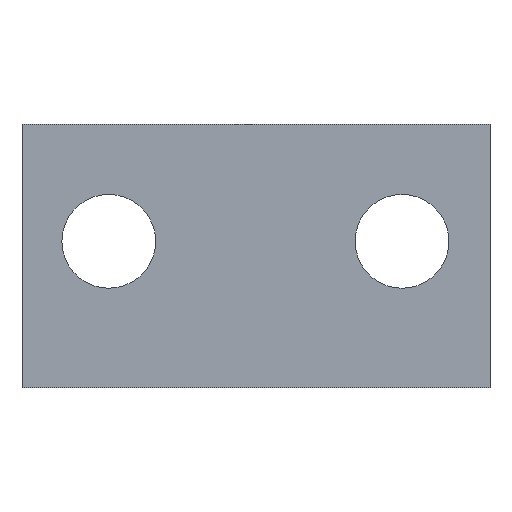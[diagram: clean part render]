
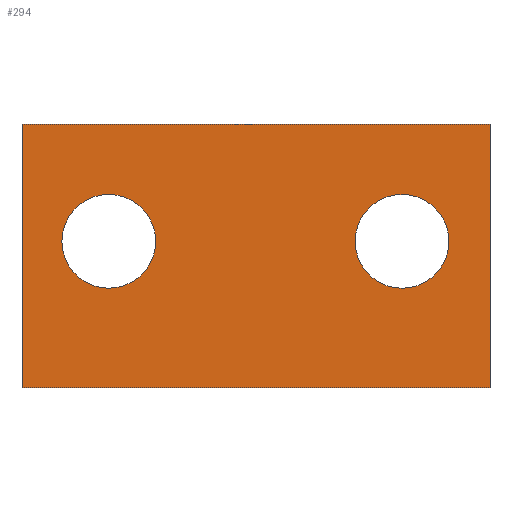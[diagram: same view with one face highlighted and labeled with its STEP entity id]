
A CAD part, front view. The second image highlights one B-rep face of the part: STEP entity #294.
In plain terms, the highlighted planar face has unit normal (0, -1, 0).
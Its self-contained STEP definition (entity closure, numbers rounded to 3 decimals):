
#28=FACE_BOUND('',#62,.T.);
#29=FACE_BOUND('',#63,.T.);
#35=CIRCLE('',#334,1.6);
#36=CIRCLE('',#335,1.6);
#44=FACE_OUTER_BOUND('',#61,.T.);
#61=EDGE_LOOP('',(#214,#215,#216,#217));
#62=EDGE_LOOP('',(#218));
#63=EDGE_LOOP('',(#219));
#81=LINE('',#448,#107);
#87=LINE('',#468,#113);
#88=LINE('',#470,#114);
#89=LINE('',#471,#115);
#107=VECTOR('',#362,10.);
#113=VECTOR('',#380,10.);
#114=VECTOR('',#381,10.);
#115=VECTOR('',#382,10.);
#133=VERTEX_POINT('',#445);
#134=VERTEX_POINT('',#447);
#142=VERTEX_POINT('',#467);
#143=VERTEX_POINT('',#469);
#144=VERTEX_POINT('',#472);
#145=VERTEX_POINT('',#474);
#161=EDGE_CURVE('',#134,#133,#81,.T.);
#171=EDGE_CURVE('',#133,#142,#87,.T.);
#172=EDGE_CURVE('',#142,#143,#88,.T.);
#173=EDGE_CURVE('',#134,#143,#89,.T.);
#174=EDGE_CURVE('',#144,#144,#35,.T.);
#175=EDGE_CURVE('',#145,#145,#36,.T.);
#214=ORIENTED_EDGE('',*,*,#161,.T.);
#215=ORIENTED_EDGE('',*,*,#171,.T.);
#216=ORIENTED_EDGE('',*,*,#172,.T.);
#217=ORIENTED_EDGE('',*,*,#173,.F.);
#218=ORIENTED_EDGE('',*,*,#174,.T.);
#219=ORIENTED_EDGE('',*,*,#175,.T.);
#285=PLANE('',#333);
#294=ADVANCED_FACE('',(#44,#28,#29),#285,.T.);
#333=AXIS2_PLACEMENT_3D('',#466,#378,#379);
#334=AXIS2_PLACEMENT_3D('',#473,#383,#384);
#335=AXIS2_PLACEMENT_3D('',#475,#385,#386);
#362=DIRECTION('',(0.,0.,-1.));
#378=DIRECTION('center_axis',(0.,-1.,0.));
#379=DIRECTION('ref_axis',(1.,0.,0.));
#380=DIRECTION('',(1.,0.,0.));
#381=DIRECTION('',(0.,0.,1.));
#382=DIRECTION('',(1.,0.,0.));
#383=DIRECTION('center_axis',(0.,1.,0.));
#384=DIRECTION('ref_axis',(-1.,0.,0.));
#385=DIRECTION('center_axis',(0.,1.,0.));
#386=DIRECTION('ref_axis',(-1.,0.,0.));
#445=CARTESIAN_POINT('',(2.042,0.,0.));
#447=CARTESIAN_POINT('',(2.042,0.,9.));
#448=CARTESIAN_POINT('',(2.042,0.,4.5));
#466=CARTESIAN_POINT('Origin',(0.,0.,0.));
#467=CARTESIAN_POINT('',(18.,0.,0.));
#468=CARTESIAN_POINT('',(0.,0.,0.));
#469=CARTESIAN_POINT('',(18.,0.,9.));
#470=CARTESIAN_POINT('',(18.,0.,0.));
#471=CARTESIAN_POINT('',(0.,0.,9.));
#472=CARTESIAN_POINT('',(16.6,0.,5.));
#473=CARTESIAN_POINT('Origin',(15.,0.,5.));
#474=CARTESIAN_POINT('',(6.6,0.,5.));
#475=CARTESIAN_POINT('Origin',(5.,0.,5.));
